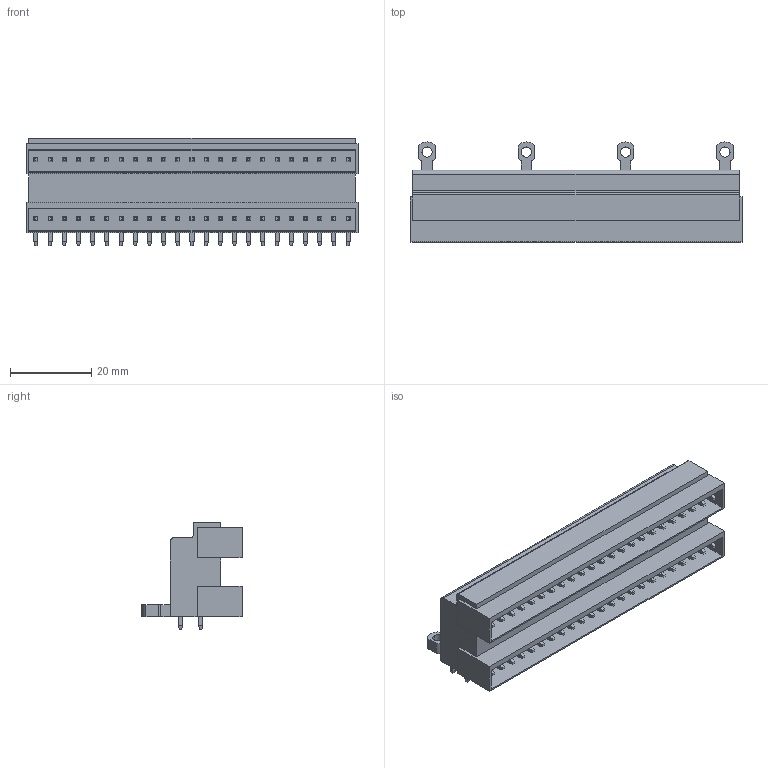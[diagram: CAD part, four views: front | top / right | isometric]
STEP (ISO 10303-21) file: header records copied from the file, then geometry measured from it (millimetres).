
FILE_DESCRIPTION(('CATIA V5 STEP Exchange','CAx-IF Rec.Pracs.--- Model Styling and Organization---1.2---2011-12-15'),'2;1');
FILE_NAME ('D1453961_0_1633790000_1633790000.stp','2018-11-10T07:34:35+00:00',('none'),('Weidmueller'),'CATIA Version 5-6 Release 2014','CATIA V5 STEP AP214','none');
FILE_SCHEMA(('AUTOMOTIVE_DESIGN { 1 0 10303 214 1 1 1 1 }'));
Length unit declared in the file: millimetre
Products named in the file (1): 1633790000
Bounding box: 81.9 x 24.7 x 26.5 mm (x, y, z)
Volume: 21745.1 mm3; surface area: 18729 mm2
Topology: 47 solids, 47 shells, 1091 faces, 2617 edges, 1622 vertices
Faces by surface type: plane 1064, cylinder 27
Entity records: 26667 total; most frequent: ORIENTED_EDGE 5234, CARTESIAN_POINT 4972, DIRECTION 2977, EDGE_CURVE 2617, VECTOR 2195, LINE 2195, VERTEX_POINT 1622, EDGE_LOOP 1193
